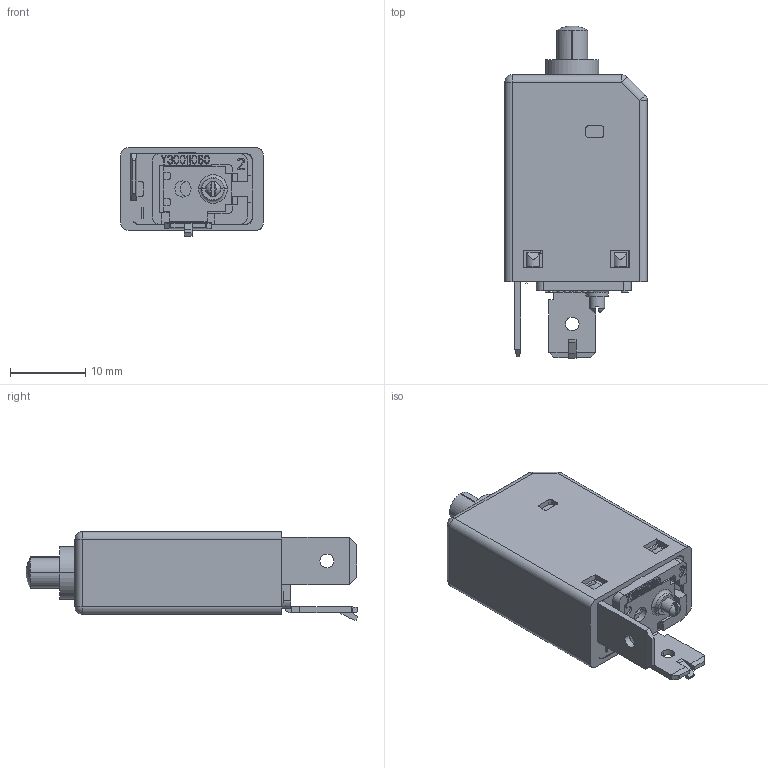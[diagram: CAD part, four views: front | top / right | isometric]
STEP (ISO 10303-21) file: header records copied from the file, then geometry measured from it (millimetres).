
FILE_DESCRIPTION((''),'2;1');
FILE_NAME('DUMMY_104_P10_DIREKT','2024-02-26T08:12:35',('wschmidt'),(''),'CREO PARAMETRIC BY PTC INC, 2022484','CREO PARAMETRIC BY PTC INC, 2022484','');
FILE_SCHEMA(('AUTOMOTIVE_DESIGN { 1 0 10303 214 1 1 1 1 }'));
Length unit declared in the file: millimetre
Products named in the file (1): DUMMY_104_P10_DIREKT
Bounding box: 19 x 44.13 x 11.8 mm (x, y, z)
Volume: 5852.5 mm3; surface area: 4235.6 mm2
Topology: 1 solids, 1 shells, 702 faces, 1955 edges, 1278 vertices
Faces by surface type: plane 591, cylinder 81, sphere 10, bspline 8, cone 8, torus 4
Entity records: 29817 total; most frequent: CARTESIAN_POINT 4299, ORIENTED_EDGE 3906, DIRECTION 3487, PRESENTATION_STYLE_ASSIGNMENT 2078, STYLED_ITEM 1954, CURVE_STYLE 1953, EDGE_CURVE 1953, VECTOR 1715
